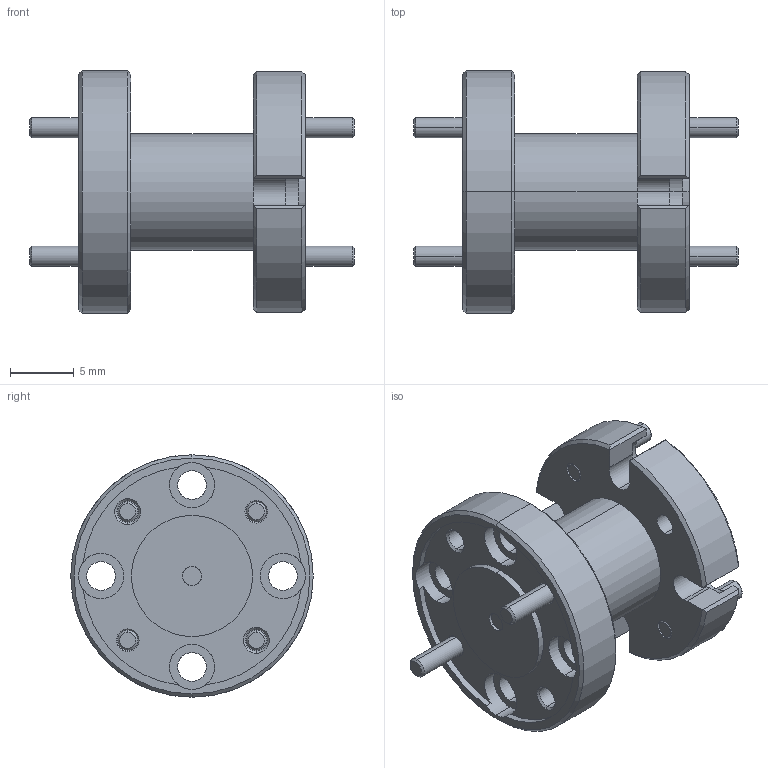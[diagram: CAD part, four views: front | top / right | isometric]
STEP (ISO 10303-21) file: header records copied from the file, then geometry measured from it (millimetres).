
FILE_DESCRIPTION (( 'STEP AP214' ), '1' );
FILE_NAME ('WT-DSC-065-059-A-C, Defeatured.STEP', '2023-01-05T00:40:34', ( '' ), ( '' ), 'SwSTEP 2.0', 'SolidWorks 2021', '' );
FILE_SCHEMA (( 'AUTOMOTIVE_DESIGN' ));
Length unit declared in the file: inch
Products named in the file (1): WT-DSC-065-059-A-C, Defeatured
Bounding box: 25.53 x 19.05 x 19.05 mm (x, y, z)
Volume: 2573.9 mm3; surface area: 2221.7 mm2
Topology: 5 solids, 5 shells, 175 faces, 438 edges, 280 vertices
Faces by surface type: cylinder 78, plane 45, cone 44, bspline 8
Entity records: 7925 total; most frequent: CARTESIAN_POINT 1286, DIRECTION 934, ORIENTED_EDGE 876, EDGE_CURVE 438, AXIS2_PLACEMENT_3D 376, VERTEX_POINT 280, CIRCLE 208, EDGE_LOOP 206
